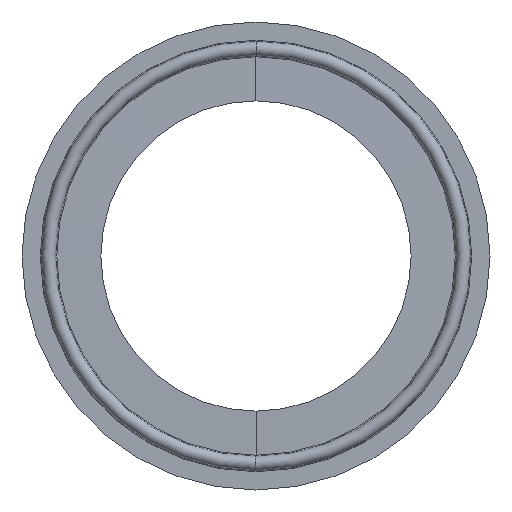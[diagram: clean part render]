
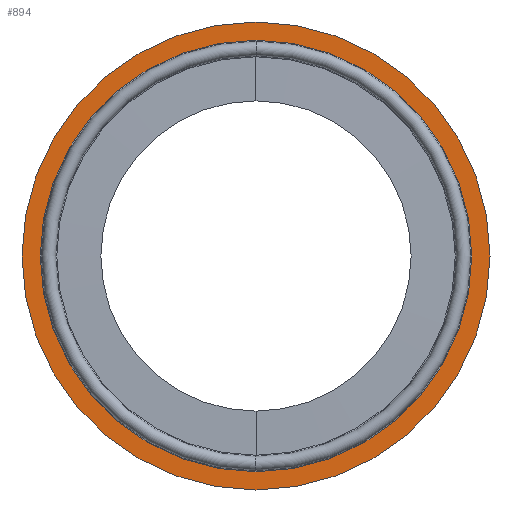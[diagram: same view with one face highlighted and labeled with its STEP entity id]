
A CAD part, left-side view. The second image highlights one B-rep face of the part: STEP entity #894.
In plain terms, the highlighted planar face has unit normal (-1, 0, 0).
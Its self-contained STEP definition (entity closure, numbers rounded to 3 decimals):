
#36 = AXIS2_PLACEMENT_3D ( 'NONE', #621, #543, #561 ) ;
#53 = FACE_OUTER_BOUND ( 'NONE', #178, .T. ) ;
#103 = AXIS2_PLACEMENT_3D ( 'NONE', #891, #403, #325 ) ;
#113 = EDGE_CURVE ( 'NONE', #249, #682, #150, .T. ) ;
#121 = AXIS2_PLACEMENT_3D ( 'NONE', #688, #492, #827 ) ;
#132 = FACE_BOUND ( 'NONE', #731, .T. ) ;
#143 = EDGE_CURVE ( 'NONE', #866, #454, #730, .T. ) ;
#150 = CIRCLE ( 'NONE', #264, 39.75 ) ;
#178 = EDGE_LOOP ( 'NONE', ( #816, #416 ) ) ;
#203 = CARTESIAN_POINT ( 'NONE',  ( -0.9, 0., 0. ) ) ;
#233 = CARTESIAN_POINT ( 'NONE',  ( -0.9, 0., -39.75 ) ) ;
#235 = CARTESIAN_POINT ( 'NONE',  ( -0.9, 0., 0. ) ) ;
#249 = VERTEX_POINT ( 'NONE', #233 ) ;
#264 = AXIS2_PLACEMENT_3D ( 'NONE', #203, #273, #613 ) ;
#273 = DIRECTION ( 'NONE',  ( -1., 0., 0. ) ) ;
#284 = ORIENTED_EDGE ( 'NONE', *, *, #143, .T. ) ;
#303 = CARTESIAN_POINT ( 'NONE',  ( -0.9, 0., 36.65 ) ) ;
#317 = EDGE_CURVE ( 'NONE', #682, #249, #807, .T. ) ;
#325 = DIRECTION ( 'NONE',  ( 0., 0., -1. ) ) ;
#403 = DIRECTION ( 'NONE',  ( 1., 0., 0. ) ) ;
#413 = AXIS2_PLACEMENT_3D ( 'NONE', #235, #423, #696 ) ;
#416 = ORIENTED_EDGE ( 'NONE', *, *, #113, .T. ) ;
#423 = DIRECTION ( 'NONE',  ( -1., 0., 0. ) ) ;
#454 = VERTEX_POINT ( 'NONE', #303 ) ;
#492 = DIRECTION ( 'NONE',  ( 1., 0., 0. ) ) ;
#539 = CARTESIAN_POINT ( 'NONE',  ( -0.9, 0., -36.65 ) ) ;
#543 = DIRECTION ( 'NONE',  ( 1., 0., 0. ) ) ;
#561 = DIRECTION ( 'NONE',  ( 0., 0., -1. ) ) ;
#604 = EDGE_CURVE ( 'NONE', #454, #866, #784, .T. ) ;
#613 = DIRECTION ( 'NONE',  ( 0., 0., 1. ) ) ;
#615 = PLANE ( 'NONE',  #103 ) ;
#621 = CARTESIAN_POINT ( 'NONE',  ( -0.9, 0., 0. ) ) ;
#650 = CARTESIAN_POINT ( 'NONE',  ( -0.9, 0., 39.75 ) ) ;
#682 = VERTEX_POINT ( 'NONE', #650 ) ;
#688 = CARTESIAN_POINT ( 'NONE',  ( -0.9, 0., 0. ) ) ;
#696 = DIRECTION ( 'NONE',  ( 0., 0., 1. ) ) ;
#730 = CIRCLE ( 'NONE', #36, 36.65 ) ;
#731 = EDGE_LOOP ( 'NONE', ( #284, #902 ) ) ;
#784 = CIRCLE ( 'NONE', #121, 36.65 ) ;
#807 = CIRCLE ( 'NONE', #413, 39.75 ) ;
#816 = ORIENTED_EDGE ( 'NONE', *, *, #317, .T. ) ;
#827 = DIRECTION ( 'NONE',  ( 0., 0., -1. ) ) ;
#866 = VERTEX_POINT ( 'NONE', #539 ) ;
#891 = CARTESIAN_POINT ( 'NONE',  ( -0.9, 36.45, 0. ) ) ;
#894 = ADVANCED_FACE ( 'NONE', ( #132, #53 ), #615, .F. ) ;
#902 = ORIENTED_EDGE ( 'NONE', *, *, #604, .T. ) ;
